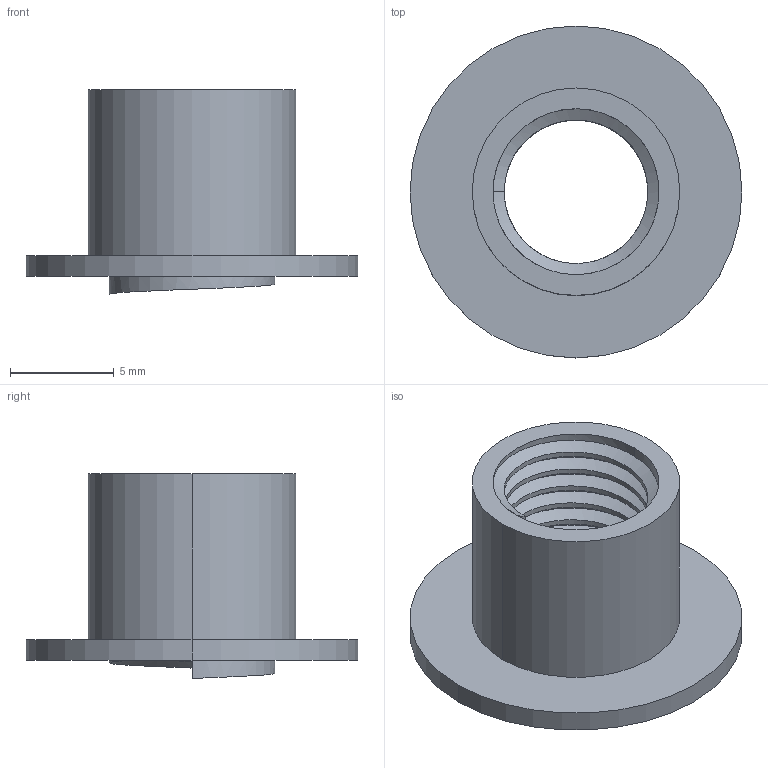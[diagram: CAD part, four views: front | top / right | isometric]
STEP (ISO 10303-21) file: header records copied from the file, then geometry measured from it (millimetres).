
FILE_DESCRIPTION (( 'STEP AP203' ), '1' );
FILE_NAME ('riveaufemelle.STEP', '2020-07-03T22:03:15', ( '' ), ( '' ), 'SwSTEP 2.0', 'SolidWorks 2018', '' );
FILE_SCHEMA (( 'CONFIG_CONTROL_DESIGN' ));
Length unit declared in the file: millimetre
Products named in the file (1): riveaufemelle
Bounding box: 16 x 16 x 9.88 mm (x, y, z)
Volume: 441.9 mm3; surface area: 964.2 mm2
Topology: 1 solids, 1 shells, 33 faces, 83 edges, 53 vertices
Faces by surface type: cylinder 25, plane 5, bspline 3
Entity records: 2369 total; most frequent: CARTESIAN_POINT 1613, ORIENTED_EDGE 166, DIRECTION 119, EDGE_CURVE 83, VERTEX_POINT 53, AXIS2_PLACEMENT_3D 44, EDGE_LOOP 36, FACE_OUTER_BOUND 33
